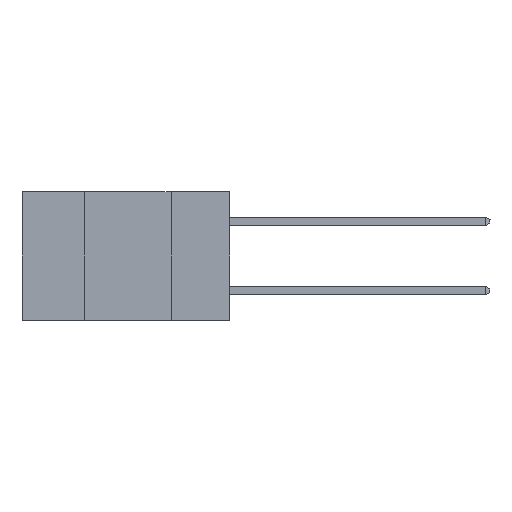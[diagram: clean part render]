
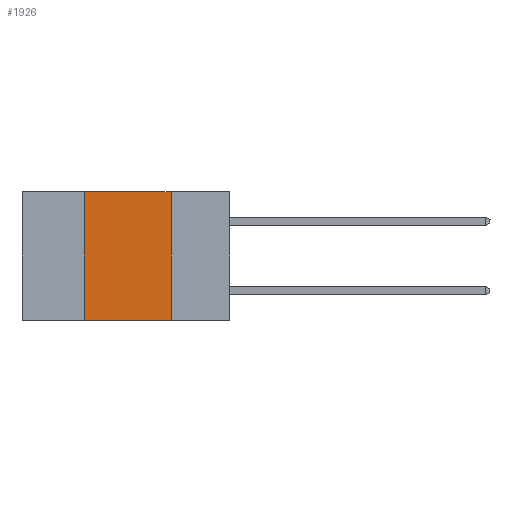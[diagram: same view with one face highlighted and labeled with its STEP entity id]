
A CAD part, left-side view. The second image highlights one B-rep face of the part: STEP entity #1926.
In plain terms, the highlighted planar face has unit normal (-1, 0, 0).
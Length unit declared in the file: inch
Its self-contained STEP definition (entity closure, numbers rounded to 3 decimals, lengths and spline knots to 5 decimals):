
#219 = VERTEX_POINT ( 'NONE', #4971 ) ;
#366 = LINE ( 'NONE', #7805, #8290 ) ;
#1230 = LINE ( 'NONE', #9293, #17145 ) ;
#1384 = DIRECTION ( 'NONE',  ( 0., 0., 1. ) ) ;
#1883 = VECTOR ( 'NONE', #11388, 39.37008 ) ;
#1926 = ADVANCED_FACE ( 'NONE', ( #16032 ), #6584, .F. ) ;
#2016 = CARTESIAN_POINT ( 'NONE',  ( 0., 0.6, -0.37 ) ) ;
#2191 = ORIENTED_EDGE ( 'NONE', *, *, #5809, .F. ) ;
#4004 = VERTEX_POINT ( 'NONE', #7352 ) ;
#4579 = DIRECTION ( 'NONE',  ( 1., 0., 0. ) ) ;
#4971 = CARTESIAN_POINT ( 'NONE',  ( 0., 0.42, -0.37 ) ) ;
#5608 = DIRECTION ( 'NONE',  ( 0., 0., -1. ) ) ;
#5621 = ORIENTED_EDGE ( 'NONE', *, *, #17383, .F. ) ;
#5662 = CARTESIAN_POINT ( 'NONE',  ( 0., 0.17, -0.37 ) ) ;
#5809 = EDGE_CURVE ( 'NONE', #6041, #10630, #16832, .T. ) ;
#6041 = VERTEX_POINT ( 'NONE', #7152 ) ;
#6584 = PLANE ( 'NONE',  #19406 ) ;
#7152 = CARTESIAN_POINT ( 'NONE',  ( 0., 0.17, 0. ) ) ;
#7352 = CARTESIAN_POINT ( 'NONE',  ( 0., 0.42, 0. ) ) ;
#7805 = CARTESIAN_POINT ( 'NONE',  ( 0., 0.6, 0. ) ) ;
#8290 = VECTOR ( 'NONE', #13921, 39.37008 ) ;
#8671 = EDGE_CURVE ( 'NONE', #219, #10630, #18154, .T. ) ;
#9260 = EDGE_LOOP ( 'NONE', ( #2191, #11315, #5621, #13789 ) ) ;
#9293 = CARTESIAN_POINT ( 'NONE',  ( 0., 0.42, 0. ) ) ;
#10630 = VERTEX_POINT ( 'NONE', #5662 ) ;
#11315 = ORIENTED_EDGE ( 'NONE', *, *, #19511, .F. ) ;
#11388 = DIRECTION ( 'NONE',  ( 0., -1., 0. ) ) ;
#12851 = CARTESIAN_POINT ( 'NONE',  ( 0., 0.6, 0. ) ) ;
#13789 = ORIENTED_EDGE ( 'NONE', *, *, #8671, .T. ) ;
#13921 = DIRECTION ( 'NONE',  ( 0., -1., 0. ) ) ;
#16032 = FACE_OUTER_BOUND ( 'NONE', #9260, .T. ) ;
#16349 = VECTOR ( 'NONE', #17281, 39.37008 ) ;
#16832 = LINE ( 'NONE', #18713, #16349 ) ;
#17145 = VECTOR ( 'NONE', #1384, 39.37008 ) ;
#17281 = DIRECTION ( 'NONE',  ( 0., 0., -1. ) ) ;
#17383 = EDGE_CURVE ( 'NONE', #219, #4004, #1230, .T. ) ;
#18154 = LINE ( 'NONE', #2016, #1883 ) ;
#18713 = CARTESIAN_POINT ( 'NONE',  ( 0., 0.17, 0. ) ) ;
#19406 = AXIS2_PLACEMENT_3D ( 'NONE', #12851, #4579, #5608 ) ;
#19511 = EDGE_CURVE ( 'NONE', #4004, #6041, #366, .T. ) ;
